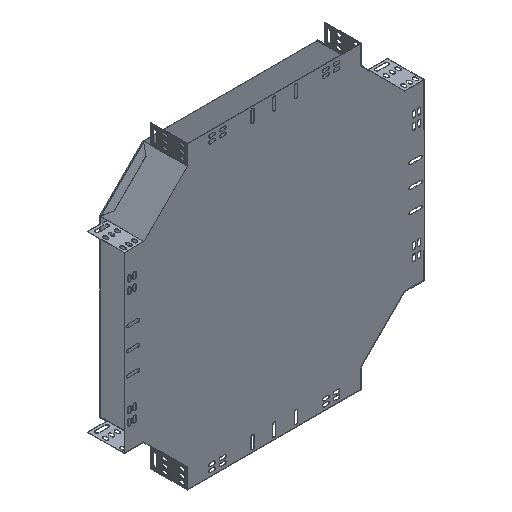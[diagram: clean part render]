
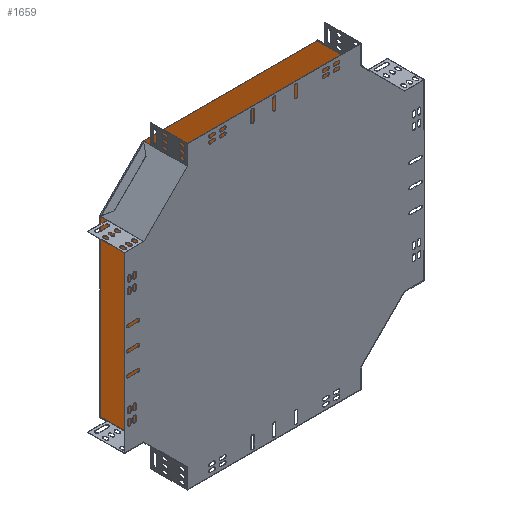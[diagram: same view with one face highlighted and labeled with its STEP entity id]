
A CAD part, isometric view. The second image highlights one B-rep face of the part: STEP entity #1659.
In plain terms, the highlighted planar face has unit normal (0, -1, 0).
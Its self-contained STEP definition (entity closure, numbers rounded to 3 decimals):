
#454 = VECTOR ( 'NONE', #2162, 1000. ) ;
#471 = VECTOR ( 'NONE', #1759, 1000. ) ;
#500 = LINE ( 'NONE', #3040, #471 ) ;
#537 = EDGE_CURVE ( 'NONE', #10848, #14150, #13297, .T. ) ;
#713 = EDGE_CURVE ( 'NONE', #4346, #13684, #9614, .T. ) ;
#795 = CARTESIAN_POINT ( 'NONE',  ( 209.263, 189.964, 305.051 ) ) ;
#962 = DIRECTION ( 'NONE',  ( -1., 0., 0. ) ) ;
#1440 = VERTEX_POINT ( 'NONE', #15615 ) ;
#1659 = ADVANCED_FACE ( 'NONE', ( #14001 ), #3446, .T. ) ;
#1678 = EDGE_CURVE ( 'NONE', #5435, #1440, #13794, .T. ) ;
#1759 = DIRECTION ( 'NONE',  ( 0.707, 0., 0.707 ) ) ;
#1825 = LINE ( 'NONE', #4368, #15769 ) ;
#2162 = DIRECTION ( 'NONE',  ( 1., 0., 0. ) ) ;
#2417 = CARTESIAN_POINT ( 'NONE',  ( -292.337, 189.964, 205.051 ) ) ;
#2524 = CARTESIAN_POINT ( 'NONE',  ( -292.337, 189.964, -196.549 ) ) ;
#2669 = EDGE_CURVE ( 'NONE', #14384, #8271, #3692, .T. ) ;
#3040 = CARTESIAN_POINT ( 'NONE',  ( -192.337, 189.964, 305.051 ) ) ;
#3446 = PLANE ( 'NONE',  #5657 ) ;
#3499 = VECTOR ( 'NONE', #4610, 1000. ) ;
#3692 = LINE ( 'NONE', #5890, #3499 ) ;
#3814 = DIRECTION ( 'NONE',  ( -0.707, 0., 0.707 ) ) ;
#4197 = CARTESIAN_POINT ( 'NONE',  ( 309.263, 189.964, 205.051 ) ) ;
#4346 = VERTEX_POINT ( 'NONE', #4197 ) ;
#4368 = CARTESIAN_POINT ( 'NONE',  ( 309.263, 189.964, 205.051 ) ) ;
#4427 = VECTOR ( 'NONE', #6474, 1000. ) ;
#4603 = LINE ( 'NONE', #5143, #4427 ) ;
#4610 = DIRECTION ( 'NONE',  ( 0., 0., 1. ) ) ;
#4707 = CARTESIAN_POINT ( 'NONE',  ( 309.263, 189.964, 205.051 ) ) ;
#4758 = CARTESIAN_POINT ( 'NONE',  ( 209.263, 189.964, -296.549 ) ) ;
#5095 = CARTESIAN_POINT ( 'NONE',  ( -292.337, 189.964, -196.549 ) ) ;
#5143 = CARTESIAN_POINT ( 'NONE',  ( 209.263, 189.964, -296.549 ) ) ;
#5342 = ORIENTED_EDGE ( 'NONE', *, *, #7987, .F. ) ;
#5435 = VERTEX_POINT ( 'NONE', #4758 ) ;
#5657 = AXIS2_PLACEMENT_3D ( 'NONE', #12653, #13968, #6089 ) ;
#5890 = CARTESIAN_POINT ( 'NONE',  ( -292.337, 189.964, -196.549 ) ) ;
#5966 = ORIENTED_EDGE ( 'NONE', *, *, #2669, .F. ) ;
#6089 = DIRECTION ( 'NONE',  ( 0., 0., -1. ) ) ;
#6377 = ORIENTED_EDGE ( 'NONE', *, *, #8317, .F. ) ;
#6474 = DIRECTION ( 'NONE',  ( -0.707, 0., -0.707 ) ) ;
#6607 = ORIENTED_EDGE ( 'NONE', *, *, #1678, .F. ) ;
#6807 = ORIENTED_EDGE ( 'NONE', *, *, #9063, .F. ) ;
#6823 = ORIENTED_EDGE ( 'NONE', *, *, #713, .F. ) ;
#7095 = VECTOR ( 'NONE', #8663, 1000. ) ;
#7674 = ORIENTED_EDGE ( 'NONE', *, *, #9349, .F. ) ;
#7915 = ORIENTED_EDGE ( 'NONE', *, *, #537, .F. ) ;
#7987 = EDGE_CURVE ( 'NONE', #8271, #10848, #500, .T. ) ;
#8271 = VERTEX_POINT ( 'NONE', #2417 ) ;
#8317 = EDGE_CURVE ( 'NONE', #1440, #14384, #13494, .T. ) ;
#8663 = DIRECTION ( 'NONE',  ( 0., 0., -1. ) ) ;
#8705 = CARTESIAN_POINT ( 'NONE',  ( -192.337, 189.964, 305.051 ) ) ;
#9063 = EDGE_CURVE ( 'NONE', #13684, #5435, #4603, .T. ) ;
#9349 = EDGE_CURVE ( 'NONE', #14150, #4346, #1825, .T. ) ;
#9614 = LINE ( 'NONE', #4707, #7095 ) ;
#9996 = CARTESIAN_POINT ( 'NONE',  ( 209.263, 189.964, -296.549 ) ) ;
#10848 = VERTEX_POINT ( 'NONE', #15866 ) ;
#11152 = CARTESIAN_POINT ( 'NONE',  ( 309.263, 189.964, -196.549 ) ) ;
#12653 = CARTESIAN_POINT ( 'NONE',  ( -493.137, 189.964, 4.251 ) ) ;
#13297 = LINE ( 'NONE', #8705, #454 ) ;
#13478 = VECTOR ( 'NONE', #3814, 1000. ) ;
#13494 = LINE ( 'NONE', #2524, #13478 ) ;
#13586 = DIRECTION ( 'NONE',  ( 0.707, 0., -0.707 ) ) ;
#13684 = VERTEX_POINT ( 'NONE', #11152 ) ;
#13776 = VECTOR ( 'NONE', #962, 1000. ) ;
#13794 = LINE ( 'NONE', #9996, #13776 ) ;
#13968 = DIRECTION ( 'NONE',  ( 0., -1., 0. ) ) ;
#14001 = FACE_OUTER_BOUND ( 'NONE', #16866, .T. ) ;
#14150 = VERTEX_POINT ( 'NONE', #795 ) ;
#14384 = VERTEX_POINT ( 'NONE', #5095 ) ;
#15615 = CARTESIAN_POINT ( 'NONE',  ( -192.337, 189.964, -296.549 ) ) ;
#15769 = VECTOR ( 'NONE', #13586, 1000. ) ;
#15866 = CARTESIAN_POINT ( 'NONE',  ( -192.337, 189.964, 305.051 ) ) ;
#16866 = EDGE_LOOP ( 'NONE', ( #5342, #5966, #6377, #6607, #6807, #6823, #7674, #7915 ) ) ;
